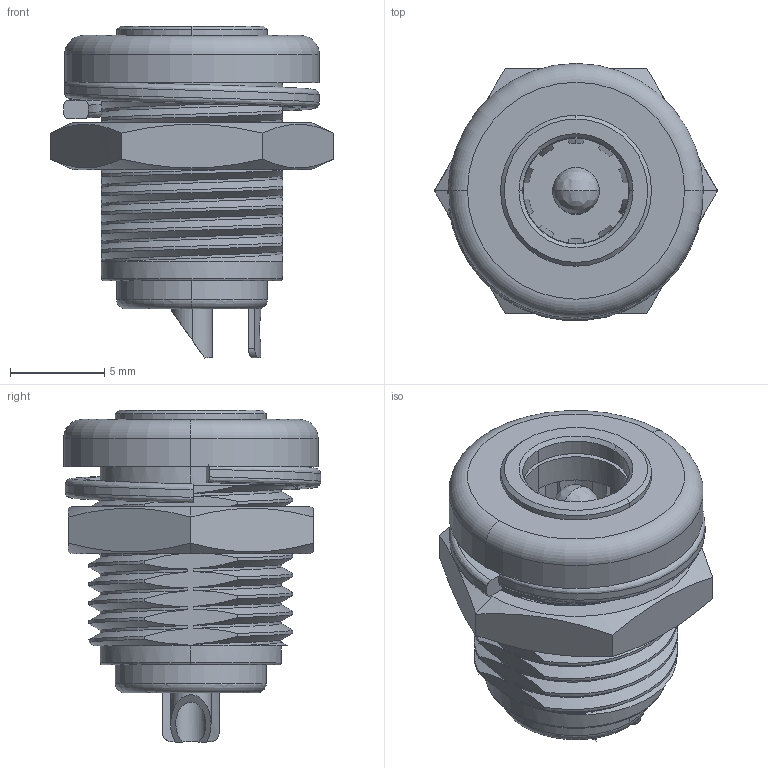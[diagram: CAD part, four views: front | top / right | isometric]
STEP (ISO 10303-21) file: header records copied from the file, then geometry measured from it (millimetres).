
FILE_DESCRIPTION (( 'STEP AP203' ), '1' );
FILE_NAME ('54-00152_revA.STEP', '2018-10-31T19:41:46', ( '' ), ( '' ), 'SwSTEP 2.0', 'SolidWorks 2015', '' );
FILE_SCHEMA (( 'CONFIG_CONTROL_DESIGN' ));
Length unit declared in the file: millimetre
Products named in the file (9): 50-00543 center pin_Center pin; 24-00287; 50-00543 shell_Shell; 50-00543 insulator_Insulator; 56-00001_Helical - Render; 50-00543 spring contact_Terminal; 56-00000; 50-00543; 54-00152_revA
Assembly tree (8 placements, depth 3):
  54-00152_revA
    50-00543
      50-00543 center pin_Center pin
      50-00543 insulator_Insulator
      50-00543 spring contact_Terminal
      50-00543 shell_Shell
    24-00287
    56-00001_Helical - Render
    56-00000
Bounding box: 15.01 x 13.63 x 17.6 mm (x, y, z)
Volume: 1162.8 mm3; surface area: 2973.8 mm2
Topology: 7 solids, 7 shells, 292 faces, 757 edges, 466 vertices
Faces by surface type: bspline 97, plane 88, cylinder 85, torus 12, cone 10
Entity records: 32655 total; most frequent: CARTESIAN_POINT 25529, ORIENTED_EDGE 1510, DIRECTION 1071, EDGE_CURVE 755, VERTEX_POINT 466, AXIS2_PLACEMENT_3D 437, EDGE_LOOP 313, FACE_OUTER_BOUND 292
